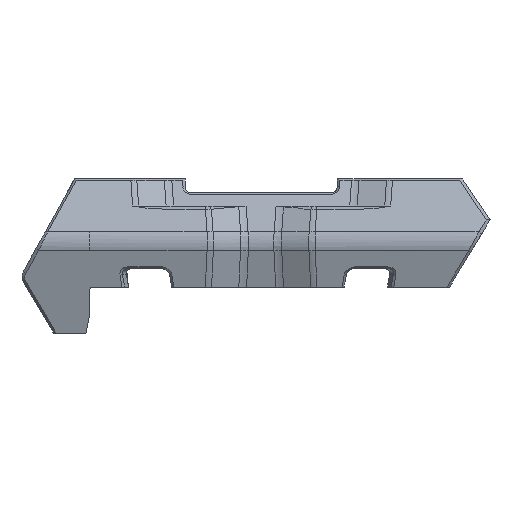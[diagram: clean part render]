
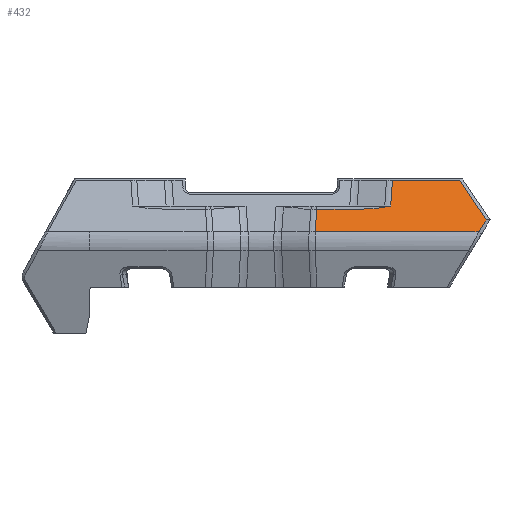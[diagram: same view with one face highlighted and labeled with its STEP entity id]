
A CAD part, left-side view. The second image highlights one B-rep face of the part: STEP entity #432.
In plain terms, the highlighted planar face has unit normal (-0.913, 0, 0.407).
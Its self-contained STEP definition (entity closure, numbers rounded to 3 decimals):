
#432=ADVANCED_FACE('',(#844),#6606,.T.);
#844=FACE_OUTER_BOUND('',#1272,.T.);
#1272=EDGE_LOOP('',(#3324,#3325,#3326,#3327,#3328,#3329,#3330));
#3324=ORIENTED_EDGE('',*,*,#4438,.T.);
#3325=ORIENTED_EDGE('',*,*,#4434,.T.);
#3326=ORIENTED_EDGE('',*,*,#4191,.F.);
#3327=ORIENTED_EDGE('',*,*,#4222,.F.);
#3328=ORIENTED_EDGE('',*,*,#4064,.F.);
#3329=ORIENTED_EDGE('',*,*,#4417,.F.);
#3330=ORIENTED_EDGE('',*,*,#4437,.F.);
#4064=EDGE_CURVE('',#6015,#6108,#4536,.T.);
#4191=EDGE_CURVE('',#6091,#6221,#4593,.T.);
#4222=EDGE_CURVE('',#6108,#6091,#5418,.T.);
#4417=EDGE_CURVE('',#6241,#6015,#5586,.T.);
#4434=EDGE_CURVE('',#6243,#6221,#5603,.T.);
#4437=EDGE_CURVE('',#6247,#6241,#5606,.T.);
#4438=EDGE_CURVE('',#6247,#6243,#5607,.T.);
#4536=(
BOUNDED_CURVE()
B_SPLINE_CURVE(1,(#13237,#13238),.UNSPECIFIED.,.F.,.F.)
B_SPLINE_CURVE_WITH_KNOTS((2,2),(0.036,4.614),
 .UNSPECIFIED.)
CURVE()
GEOMETRIC_REPRESENTATION_ITEM()
RATIONAL_B_SPLINE_CURVE((1.,1.))
REPRESENTATION_ITEM('')
);
#4593=(
BOUNDED_CURVE()
B_SPLINE_CURVE(1,(#13712,#13713),.UNSPECIFIED.,.F.,.F.)
B_SPLINE_CURVE_WITH_KNOTS((2,2),(5.264,10.424),
 .UNSPECIFIED.)
CURVE()
GEOMETRIC_REPRESENTATION_ITEM()
RATIONAL_B_SPLINE_CURVE((1.,1.))
REPRESENTATION_ITEM('')
);
#5418=B_SPLINE_CURVE_WITH_KNOTS('',3,(#13906,#13907,#13908,#13909,#13910,
#13911,#13912,#13913,#13914,#13915,#13916,#13917,#13918,#13919,#13920,#13921,
#13922,#13923,#13924,#13925),.UNSPECIFIED.,.F.,.F.,(4,1,1,1,1,1,1,1,1,1,
1,1,1,1,1,1,1,4),(-0.041,1.293,3.829,
6.365,7.633,8.901,9.209,9.518,
9.827,10.136,10.753,11.062,11.37,
11.677,11.985,12.599,13.213,13.827),
 .UNSPECIFIED.);
#5586=B_SPLINE_CURVE_WITH_KNOTS('',1,(#14725,#14726),.UNSPECIFIED.,.F.,
 .F.,(2,2),(3.608,33.913),.UNSPECIFIED.);
#5603=B_SPLINE_CURVE_WITH_KNOTS('',1,(#14773,#14774),.UNSPECIFIED.,.F.,
 .F.,(2,2),(7.178,19.623),.UNSPECIFIED.);
#5606=B_SPLINE_CURVE_WITH_KNOTS('',1,(#14779,#14780),.UNSPECIFIED.,.F.,
 .F.,(2,2),(0.369,3.096),.UNSPECIFIED.);
#5607=B_SPLINE_CURVE_WITH_KNOTS('',1,(#14781,#14782),.UNSPECIFIED.,.F.,
 .F.,(2,2),(-0.359,8.994),.UNSPECIFIED.);
#6015=VERTEX_POINT('',#12615);
#6091=VERTEX_POINT('',#12691);
#6108=VERTEX_POINT('',#12708);
#6221=VERTEX_POINT('',#12821);
#6241=VERTEX_POINT('',#12841);
#6243=VERTEX_POINT('',#12843);
#6247=VERTEX_POINT('',#12847);
#6606=PLANE('',#7024);
#7024=AXIS2_PLACEMENT_3D('',#12163,#7481,$);
#7481=DIRECTION('',(-0.913,0.,0.407));
#12163=CARTESIAN_POINT('',(-22.07,-43.916,18.757));
#12615=CARTESIAN_POINT('',(-21.858,-10.004,19.234));
#12691=CARTESIAN_POINT('',(-19.733,-23.969,24.));
#12708=CARTESIAN_POINT('',(-19.997,-10.292,23.407));
#12821=CARTESIAN_POINT('',(-17.636,-24.294,28.704));
#12841=CARTESIAN_POINT('',(-21.858,-40.309,19.234));
#12843=CARTESIAN_POINT('',(-17.636,-36.739,28.704));
#12847=CARTESIAN_POINT('',(-20.884,-41.621,21.417));
#13237=CARTESIAN_POINT('',(-21.858,-10.004,19.234));
#13238=CARTESIAN_POINT('',(-19.997,-10.292,23.407));
#13712=CARTESIAN_POINT('',(-19.733,-23.969,24.));
#13713=CARTESIAN_POINT('',(-17.636,-24.294,28.704));
#13906=CARTESIAN_POINT('',(-19.997,-10.292,23.407));
#13907=CARTESIAN_POINT('',(-19.997,-10.736,23.407));
#13908=CARTESIAN_POINT('',(-19.997,-12.026,23.407));
#13909=CARTESIAN_POINT('',(-19.997,-14.161,23.407));
#13910=CARTESIAN_POINT('',(-19.997,-16.275,23.407));
#13911=CARTESIAN_POINT('',(-19.997,-17.965,23.407));
#13912=CARTESIAN_POINT('',(-19.998,-18.914,23.406));
#13913=CARTESIAN_POINT('',(-19.997,-19.542,23.409));
#13914=CARTESIAN_POINT('',(-19.992,-19.85,23.419));
#13915=CARTESIAN_POINT('',(-19.987,-20.158,23.432));
#13916=CARTESIAN_POINT('',(-19.976,-20.567,23.456));
#13917=CARTESIAN_POINT('',(-19.961,-20.973,23.49));
#13918=CARTESIAN_POINT('',(-19.942,-21.376,23.532));
#13919=CARTESIAN_POINT('',(-19.925,-21.675,23.569));
#13920=CARTESIAN_POINT('',(-19.907,-21.972,23.609));
#13921=CARTESIAN_POINT('',(-19.881,-22.363,23.669));
#13922=CARTESIAN_POINT('',(-19.843,-22.846,23.753));
#13923=CARTESIAN_POINT('',(-19.792,-23.415,23.868));
#13924=CARTESIAN_POINT('',(-19.753,-23.786,23.955));
#13925=CARTESIAN_POINT('',(-19.733,-23.969,24.));
#14725=CARTESIAN_POINT('',(-21.858,-40.309,19.234));
#14726=CARTESIAN_POINT('',(-21.858,-10.004,19.234));
#14773=CARTESIAN_POINT('',(-17.636,-36.739,28.704));
#14774=CARTESIAN_POINT('',(-17.636,-24.294,28.704));
#14779=CARTESIAN_POINT('',(-20.884,-41.621,21.417));
#14780=CARTESIAN_POINT('',(-21.858,-40.309,19.234));
#14781=CARTESIAN_POINT('',(-20.884,-41.621,21.417));
#14782=CARTESIAN_POINT('',(-17.636,-36.739,28.704));
